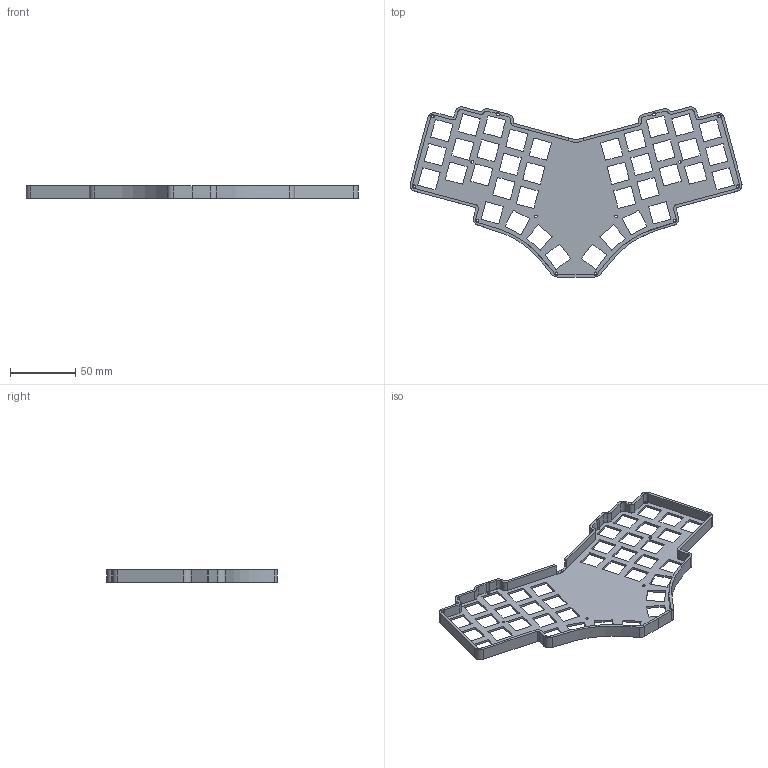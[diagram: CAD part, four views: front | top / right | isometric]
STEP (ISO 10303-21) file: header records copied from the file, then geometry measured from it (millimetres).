
FILE_DESCRIPTION(/* description */ (''),/* implementation_level */ '2;1');
FILE_NAME(/* name */ 'switch-case.step',/* time_stamp */ '2021-07-29T16:48:45-07:00',/* author */ (''),/* organization */ (''),/* preprocessor_version */ 'ST-DEVELOPER v18.1',/* originating_system */ 'Autodesk Translation Framework v10.9.0.1377',/* authorisation */ '');
FILE_SCHEMA (('AUTOMOTIVE_DESIGN { 1 0 10303 214 3 1 1 }'));
Length unit declared in the file: millimetre
Products named in the file (1): pteron38-switchcase
Bounding box: 255.27 x 130.81 x 9.6 mm (x, y, z)
Volume: 32074.7 mm3; surface area: 42308.2 mm2
Topology: 1 solids, 1 shells, 492 faces, 1470 edges, 980 vertices
Faces by surface type: bspline 286, plane 196, cylinder 10
Entity records: 17675 total; most frequent: CARTESIAN_POINT 6925, ORIENTED_EDGE 2940, EDGE_CURVE 1470, DIRECTION 1332, VERTEX_POINT 980, LINE 878, VECTOR 878, EDGE_LOOP 596
